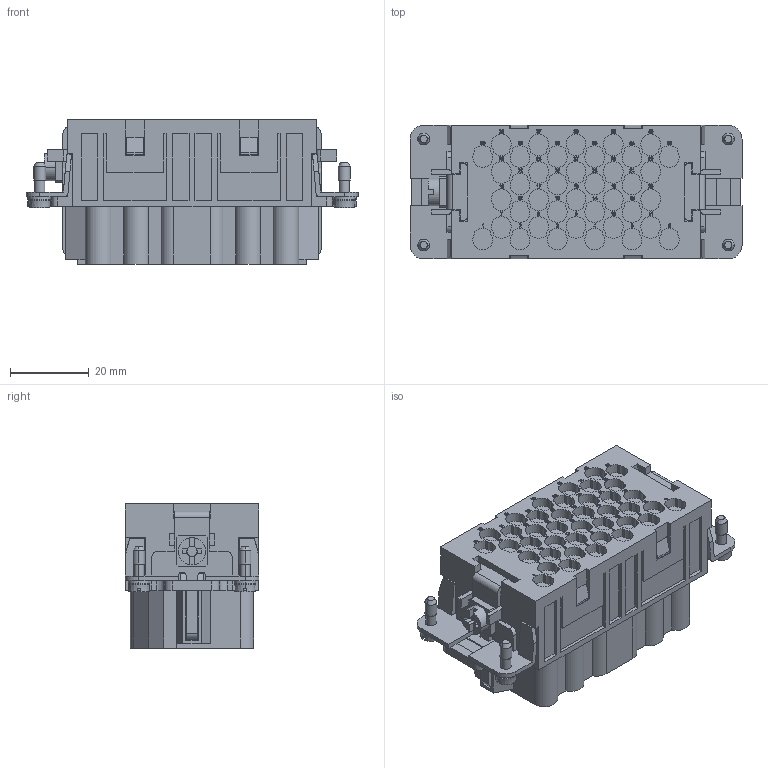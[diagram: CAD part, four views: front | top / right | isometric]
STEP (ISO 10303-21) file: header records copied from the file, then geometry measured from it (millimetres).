
FILE_DESCRIPTION(('Creo Elements/Direct Modeling STEP Export'),'2;1');
FILE_NAME('0ln7uvk48h4c6m32208','2017-01-02T 8:48:53',(''),(''),'PTC Creo Elements/Direct Modeling STEP processor for AP214 (Solid Model)','PTC Creo Elements/Direct Modeling 19.0E 27-Jun-2016 (C) Parametric Technology GmbH','');
FILE_SCHEMA(('AUTOMOTIVE_DESIGN { 1 0 10303 214 1 1 1 1 }'));
Products named in the file (2): RQEEF_40
Assembly tree (1 placements, depth 2):
  RQEEF_40
    RQEEF_40
Bounding box: 84.5 x 34 x 36.7 mm (x, y, z)
Volume: 66195.6 mm3; surface area: 21994.3 mm2
Topology: 1 solids, 1 shells, 1152 faces, 5609 edges, 4717 vertices
Faces by surface type: plane 779, cylinder 275, cone 96, torus 2
Entity records: 66476 total; most frequent: ORIENTED_EDGE 11226, CARTESIAN_POINT 11224, DIRECTION 7835, EDGE_CURVE 5609, VECTOR 4739, LINE 4739, VERTEX_POINT 4717, AXIS2_PLACEMENT_3D 1548
